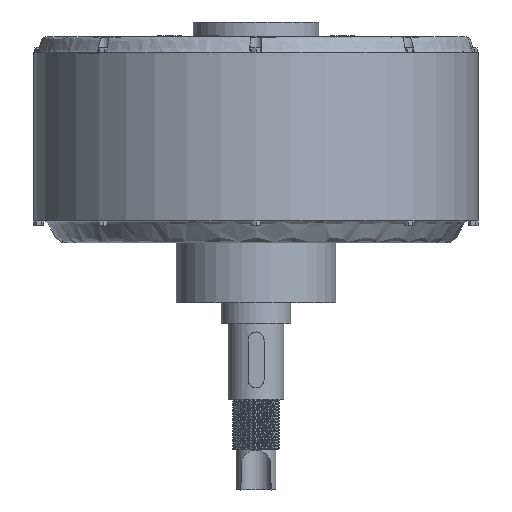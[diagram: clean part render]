
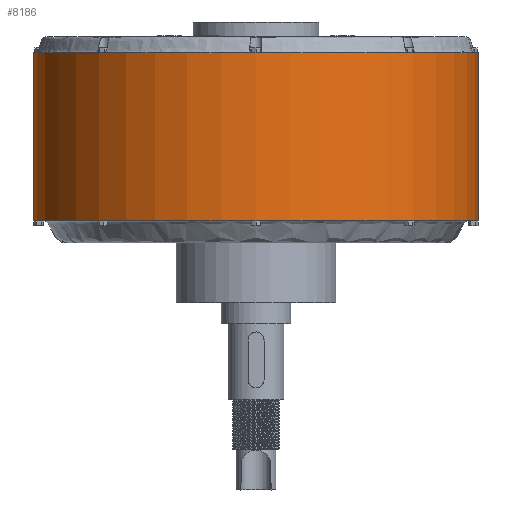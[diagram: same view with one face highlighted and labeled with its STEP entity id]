
A CAD part, front view. The second image highlights one B-rep face of the part: STEP entity #8186.
In plain terms, the highlighted cylindrical face has radius 111 mm (diameter 222 mm), a full revolution.
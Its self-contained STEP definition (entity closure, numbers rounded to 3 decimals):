
#687=FACE_OUTER_BOUND('',#1174,.T.);
#1174=EDGE_LOOP('',(#7376,#7377,#7378,#7379,#7380,#7381,#7382,#7383,#7384,
#7385,#7386,#7387,#7388,#7389,#7390,#7391,#7392,#7393));
#1240=CIRCLE('',#8508,111.);
#1243=CIRCLE('',#8512,111.);
#1244=CIRCLE('',#8521,111.);
#1247=CIRCLE('',#8525,111.);
#1249=CIRCLE('',#8535,111.);
#1250=CIRCLE('',#8537,111.);
#1252=CIRCLE('',#8547,111.);
#1254=CIRCLE('',#8557,111.);
#1264=CIRCLE('',#8660,111.);
#1266=CIRCLE('',#8662,111.);
#1268=CIRCLE('',#8664,111.);
#1271=CIRCLE('',#8667,111.);
#1273=CIRCLE('',#8669,111.);
#1275=CIRCLE('',#8671,111.);
#1277=CIRCLE('',#8673,111.);
#1278=CIRCLE('',#8674,111.);
#2416=LINE('',#33201,#2967);
#2967=VECTOR('',#10384,111.);
#3274=VERTEX_POINT('',#16904);
#3277=VERTEX_POINT('',#16954);
#3281=VERTEX_POINT('',#17023);
#3285=VERTEX_POINT('',#17088);
#3288=VERTEX_POINT('',#17138);
#3291=VERTEX_POINT('',#17160);
#3295=VERTEX_POINT('',#17213);
#3532=VERTEX_POINT('',#28933);
#3536=VERTEX_POINT('',#28949);
#3543=VERTEX_POINT('',#28965);
#3552=VERTEX_POINT('',#28990);
#3556=VERTEX_POINT('',#29006);
#3563=VERTEX_POINT('',#29022);
#3574=VERTEX_POINT('',#29053);
#3579=VERTEX_POINT('',#29069);
#3719=VERTEX_POINT('',#29819);
#4598=EDGE_CURVE('',#3532,#3536,#1240,.T.);
#4607=EDGE_CURVE('',#3543,#3532,#1243,.T.);
#4626=EDGE_CURVE('',#3552,#3556,#1244,.T.);
#4635=EDGE_CURVE('',#3563,#3552,#1247,.T.);
#4658=EDGE_CURVE('',#3579,#3574,#1249,.T.);
#4659=EDGE_CURVE('',#3574,#3543,#1250,.T.);
#4679=EDGE_CURVE('',#3556,#3579,#1252,.T.);
#4699=EDGE_CURVE('',#3536,#3563,#1254,.T.);
#4904=EDGE_CURVE('',#3274,#3277,#1264,.T.);
#4906=EDGE_CURVE('',#3281,#3295,#1266,.T.);
#4908=EDGE_CURVE('',#3719,#3281,#1268,.T.);
#4911=EDGE_CURVE('',#3285,#3274,#1271,.T.);
#4913=EDGE_CURVE('',#3295,#3285,#1273,.T.);
#4915=EDGE_CURVE('',#3288,#3719,#1275,.T.);
#4917=EDGE_CURVE('',#3291,#3288,#1277,.T.);
#4918=EDGE_CURVE('',#3277,#3291,#1278,.T.);
#4982=EDGE_CURVE('',#3574,#3291,#2416,.T.);
#7376=ORIENTED_EDGE('',*,*,#4635,.F.);
#7377=ORIENTED_EDGE('',*,*,#4699,.F.);
#7378=ORIENTED_EDGE('',*,*,#4598,.F.);
#7379=ORIENTED_EDGE('',*,*,#4607,.F.);
#7380=ORIENTED_EDGE('',*,*,#4659,.F.);
#7381=ORIENTED_EDGE('',*,*,#4982,.T.);
#7382=ORIENTED_EDGE('',*,*,#4917,.T.);
#7383=ORIENTED_EDGE('',*,*,#4915,.T.);
#7384=ORIENTED_EDGE('',*,*,#4908,.T.);
#7385=ORIENTED_EDGE('',*,*,#4906,.T.);
#7386=ORIENTED_EDGE('',*,*,#4913,.T.);
#7387=ORIENTED_EDGE('',*,*,#4911,.T.);
#7388=ORIENTED_EDGE('',*,*,#4904,.T.);
#7389=ORIENTED_EDGE('',*,*,#4918,.T.);
#7390=ORIENTED_EDGE('',*,*,#4982,.F.);
#7391=ORIENTED_EDGE('',*,*,#4658,.F.);
#7392=ORIENTED_EDGE('',*,*,#4679,.F.);
#7393=ORIENTED_EDGE('',*,*,#4626,.F.);
#7728=CYLINDRICAL_SURFACE('',#8746,111.);
#8186=ADVANCED_FACE('',(#687),#7728,.T.);
#8508=AXIS2_PLACEMENT_3D('',#28950,#9611,#9612);
#8512=AXIS2_PLACEMENT_3D('',#28967,#9625,#9626);
#8521=AXIS2_PLACEMENT_3D('',#29007,#9661,#9662);
#8525=AXIS2_PLACEMENT_3D('',#29024,#9675,#9676);
#8535=AXIS2_PLACEMENT_3D('',#29071,#9716,#9717);
#8537=AXIS2_PLACEMENT_3D('',#29073,#9720,#9721);
#8547=AXIS2_PLACEMENT_3D('',#29111,#9758,#9759);
#8557=AXIS2_PLACEMENT_3D('',#29149,#9796,#9797);
#8660=AXIS2_PLACEMENT_3D('',#30044,#10185,#10186);
#8662=AXIS2_PLACEMENT_3D('',#30136,#10189,#10190);
#8664=AXIS2_PLACEMENT_3D('',#30228,#10193,#10194);
#8667=AXIS2_PLACEMENT_3D('',#30321,#10199,#10200);
#8669=AXIS2_PLACEMENT_3D('',#30413,#10203,#10204);
#8671=AXIS2_PLACEMENT_3D('',#30505,#10207,#10208);
#8673=AXIS2_PLACEMENT_3D('',#30597,#10211,#10212);
#8674=AXIS2_PLACEMENT_3D('',#30688,#10213,#10214);
#8746=AXIS2_PLACEMENT_3D('',#33200,#10382,#10383);
#9611=DIRECTION('center_axis',(0.,0.,-1.));
#9612=DIRECTION('ref_axis',(1.,0.,0.));
#9625=DIRECTION('center_axis',(0.,0.,-1.));
#9626=DIRECTION('ref_axis',(1.,0.,0.));
#9661=DIRECTION('center_axis',(0.,0.,-1.));
#9662=DIRECTION('ref_axis',(1.,0.,0.));
#9675=DIRECTION('center_axis',(0.,0.,-1.));
#9676=DIRECTION('ref_axis',(1.,0.,0.));
#9716=DIRECTION('center_axis',(0.,0.,-1.));
#9717=DIRECTION('ref_axis',(1.,0.,0.));
#9720=DIRECTION('center_axis',(0.,0.,-1.));
#9721=DIRECTION('ref_axis',(1.,0.,0.));
#9758=DIRECTION('center_axis',(0.,0.,-1.));
#9759=DIRECTION('ref_axis',(1.,0.,0.));
#9796=DIRECTION('center_axis',(0.,0.,-1.));
#9797=DIRECTION('ref_axis',(1.,0.,0.));
#10185=DIRECTION('center_axis',(0.,0.,-1.));
#10186=DIRECTION('ref_axis',(1.,0.,0.));
#10189=DIRECTION('center_axis',(0.,0.,-1.));
#10190=DIRECTION('ref_axis',(1.,0.,0.));
#10193=DIRECTION('center_axis',(0.,0.,-1.));
#10194=DIRECTION('ref_axis',(1.,0.,0.));
#10199=DIRECTION('center_axis',(0.,0.,-1.));
#10200=DIRECTION('ref_axis',(1.,0.,0.));
#10203=DIRECTION('center_axis',(0.,0.,-1.));
#10204=DIRECTION('ref_axis',(1.,0.,0.));
#10207=DIRECTION('center_axis',(0.,0.,-1.));
#10208=DIRECTION('ref_axis',(1.,0.,0.));
#10211=DIRECTION('center_axis',(0.,0.,-1.));
#10212=DIRECTION('ref_axis',(1.,0.,0.));
#10213=DIRECTION('center_axis',(0.,0.,-1.));
#10214=DIRECTION('ref_axis',(1.,0.,0.));
#10382=DIRECTION('center_axis',(0.,0.,-1.));
#10383=DIRECTION('ref_axis',(0.,1.,0.));
#10384=DIRECTION('',(0.,0.,1.));
#16904=CARTESIAN_POINT('',(111.,0.,-8.));
#16954=CARTESIAN_POINT('',(78.489,-78.489,-8.));
#17023=CARTESIAN_POINT('',(-78.489,78.489,-8.));
#17088=CARTESIAN_POINT('',(78.489,78.489,-8.));
#17138=CARTESIAN_POINT('',(-78.489,-78.489,-8.));
#17160=CARTESIAN_POINT('',(0.,-111.,-8.));
#17213=CARTESIAN_POINT('',(0.,111.,-8.));
#28933=CARTESIAN_POINT('',(-111.,0.,-92.));
#28949=CARTESIAN_POINT('',(-78.489,78.489,-92.));
#28950=CARTESIAN_POINT('Origin',(0.,0.,-92.));
#28965=CARTESIAN_POINT('',(-78.489,-78.489,-92.));
#28967=CARTESIAN_POINT('Origin',(0.,0.,-92.));
#28990=CARTESIAN_POINT('',(78.489,78.489,-92.));
#29006=CARTESIAN_POINT('',(111.,0.,-92.));
#29007=CARTESIAN_POINT('Origin',(0.,0.,-92.));
#29022=CARTESIAN_POINT('',(0.,111.,-92.));
#29024=CARTESIAN_POINT('Origin',(0.,0.,-92.));
#29053=CARTESIAN_POINT('',(0.,-111.,-92.));
#29069=CARTESIAN_POINT('',(78.489,-78.489,-92.));
#29071=CARTESIAN_POINT('Origin',(0.,0.,-92.));
#29073=CARTESIAN_POINT('Origin',(0.,0.,-92.));
#29111=CARTESIAN_POINT('Origin',(0.,0.,-92.));
#29149=CARTESIAN_POINT('Origin',(0.,0.,-92.));
#29819=CARTESIAN_POINT('',(-111.,0.,-8.));
#30044=CARTESIAN_POINT('Origin',(0.,0.,-8.));
#30136=CARTESIAN_POINT('Origin',(0.,0.,-8.));
#30228=CARTESIAN_POINT('Origin',(0.,0.,-8.));
#30321=CARTESIAN_POINT('Origin',(0.,0.,-8.));
#30413=CARTESIAN_POINT('Origin',(0.,0.,-8.));
#30505=CARTESIAN_POINT('Origin',(0.,0.,-8.));
#30597=CARTESIAN_POINT('Origin',(0.,0.,-8.));
#30688=CARTESIAN_POINT('Origin',(0.,0.,-8.));
#33200=CARTESIAN_POINT('Origin',(0.,0.,-50.));
#33201=CARTESIAN_POINT('',(0.,-111.,-50.));
